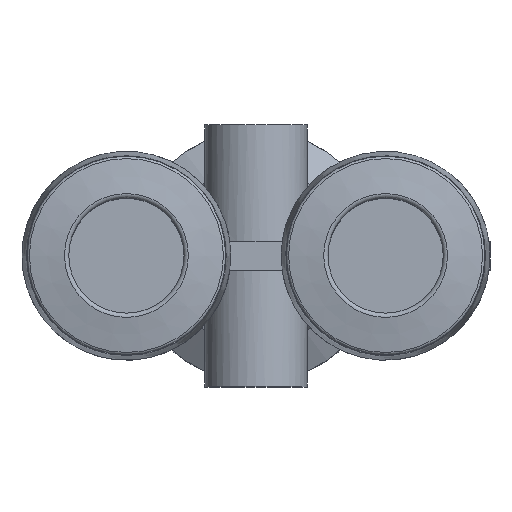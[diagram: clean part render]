
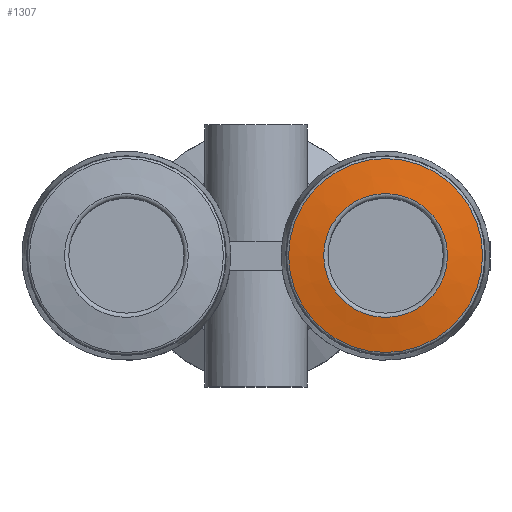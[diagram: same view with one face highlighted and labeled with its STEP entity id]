
A CAD part, top view. The second image highlights one B-rep face of the part: STEP entity #1307.
In plain terms, the highlighted conical face has half-angle 80 degrees and reference radius 6.735 mm.
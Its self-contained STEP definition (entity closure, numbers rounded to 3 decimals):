
#46=CONICAL_SURFACE('',#1482,6.735,1.396);
#408=ORIENTED_EDGE('',*,*,#652,.F.);
#409=ORIENTED_EDGE('',*,*,#651,.T.);
#651=EDGE_CURVE('',#792,#792,#890,.T.);
#652=EDGE_CURVE('',#793,#793,#891,.T.);
#792=VERTEX_POINT('',#2393);
#793=VERTEX_POINT('',#2396);
#890=CIRCLE('',#1481,6.735);
#891=CIRCLE('',#1483,4.3);
#1012=EDGE_LOOP('',(#408));
#1013=EDGE_LOOP('',(#409));
#1162=FACE_BOUND('',#1012,.T.);
#1163=FACE_BOUND('',#1013,.T.);
#1307=ADVANCED_FACE('',(#1162,#1163),#46,.T.);
#1481=AXIS2_PLACEMENT_3D('',#2392,#1821,#1822);
#1482=AXIS2_PLACEMENT_3D('',#2394,#1823,#1824);
#1483=AXIS2_PLACEMENT_3D('',#2395,#1825,#1826);
#1821=DIRECTION('',(0.,0.,1.));
#1822=DIRECTION('',(1.,0.,0.));
#1823=DIRECTION('',(0.,0.,-1.));
#1824=DIRECTION('',(-1.,0.,0.));
#1825=DIRECTION('',(0.,0.,1.));
#1826=DIRECTION('',(1.,0.,0.));
#2392=CARTESIAN_POINT('',(9.,0.,18.771));
#2393=CARTESIAN_POINT('',(15.735,0.,18.771));
#2394=CARTESIAN_POINT('',(9.,0.,18.771));
#2395=CARTESIAN_POINT('',(9.,0.,19.2));
#2396=CARTESIAN_POINT('',(13.3,0.,19.2));
